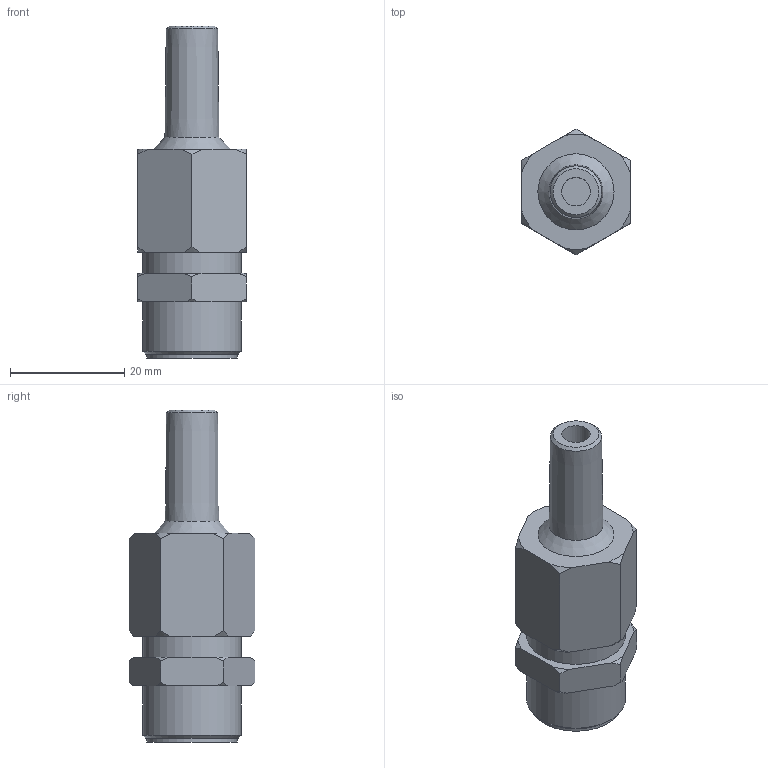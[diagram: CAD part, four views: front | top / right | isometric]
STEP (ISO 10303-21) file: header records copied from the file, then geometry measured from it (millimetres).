
FILE_DESCRIPTION(/* description */ (''),/* implementation_level */ '2;1');
FILE_NAME(/* name */ '5095_Komet 3-5.stp',/* time_stamp */ '2015-06-29T11:30:19+02:00',/* author */ ('guzb562'),/* organization */ (''),/* preprocessor_version */ 'ST-DEVELOPER v15.6',/* originating_system */ 'Autodesk Inventor 2015',/* authorisation */ '');
FILE_SCHEMA (('AUTOMOTIVE_DESIGN { 1 0 10303 214 3 1 1 }'));
Length unit declared in the file: millimetre
Products named in the file (2): 50959_Komet 3-5; 5095_Komet 3-5
Assembly tree (1 placements, depth 2):
  5095_Komet 3-5
    50959_Komet 3-5
Bounding box: 19.01 x 21.94 x 58 mm (x, y, z)
Volume: 9248.3 mm3; surface area: 4825.7 mm2
Topology: 1 solids, 2 shells, 264 faces, 691 edges, 461 vertices
Faces by surface type: plane 147, bspline 78, cone 28, cylinder 11
Full cylindrical faces by diameter (mm): 5 x1, 13 x1, 14.079 x2, 15.78 x1, 17.2 x2
Entity records: 8840 total; most frequent: CARTESIAN_POINT 2953, ORIENTED_EDGE 1352, DIRECTION 901, EDGE_CURVE 676, VERTEX_POINT 457, LINE 421, VECTOR 421, EDGE_LOOP 305
